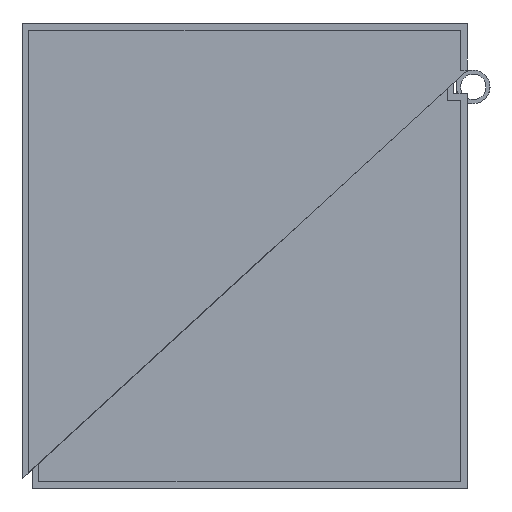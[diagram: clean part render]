
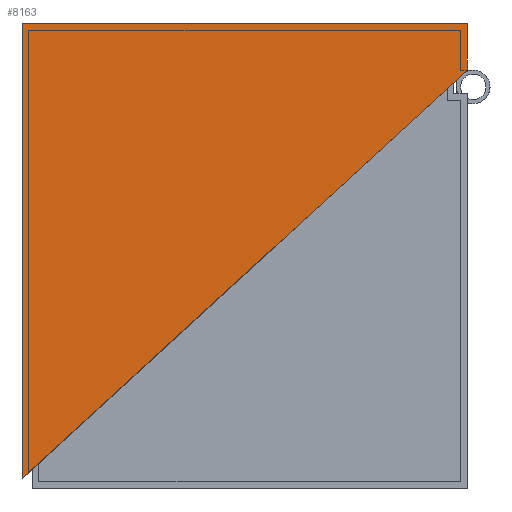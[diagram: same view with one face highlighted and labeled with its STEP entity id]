
A CAD part, left-side view. The second image highlights one B-rep face of the part: STEP entity #8163.
In plain terms, the highlighted planar face has unit normal (-1, 0, 0).
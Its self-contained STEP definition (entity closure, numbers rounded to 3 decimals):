
#38 = LINE ( 'NONE', #10349, #3135 ) ;
#669 = EDGE_LOOP ( 'NONE', ( #11172, #4491, #7688, #6209 ) ) ;
#953 = EDGE_CURVE ( 'NONE', #10614, #6057, #4196, .T. ) ;
#1631 = VERTEX_POINT ( 'NONE', #11079 ) ;
#2540 = CARTESIAN_POINT ( 'NONE',  ( -856.5, 0., 139. ) ) ;
#2752 = VECTOR ( 'NONE', #10996, 1000. ) ;
#2790 = LINE ( 'NONE', #4477, #9277 ) ;
#3020 = CARTESIAN_POINT ( 'NONE',  ( -856.5, 133., 3. ) ) ;
#3135 = VECTOR ( 'NONE', #6489, 1000. ) ;
#3459 = FACE_OUTER_BOUND ( 'NONE', #669, .T. ) ;
#4196 = LINE ( 'NONE', #10052, #2752 ) ;
#4412 = AXIS2_PLACEMENT_3D ( 'NONE', #2540, #6781, #7350 ) ;
#4477 = CARTESIAN_POINT ( 'NONE',  ( -856.5, 133., 139. ) ) ;
#4491 = ORIENTED_EDGE ( 'NONE', *, *, #8812, .F. ) ;
#5135 = PLANE ( 'NONE',  #4412 ) ;
#5548 = CARTESIAN_POINT ( 'NONE',  ( -856.5, 0., 125. ) ) ;
#5772 = CARTESIAN_POINT ( 'NONE',  ( -856.5, 133., 139. ) ) ;
#6009 = CARTESIAN_POINT ( 'NONE',  ( -856.5, 0., 125. ) ) ;
#6057 = VERTEX_POINT ( 'NONE', #5772 ) ;
#6209 = ORIENTED_EDGE ( 'NONE', *, *, #6751, .F. ) ;
#6489 = DIRECTION ( 'NONE',  ( 0., 0.737, -0.676 ) ) ;
#6751 = EDGE_CURVE ( 'NONE', #10888, #10614, #38, .T. ) ;
#6781 = DIRECTION ( 'NONE',  ( 1., 0., 0. ) ) ;
#7350 = DIRECTION ( 'NONE',  ( 0., 0., -1. ) ) ;
#7369 = EDGE_CURVE ( 'NONE', #1631, #10888, #10952, .T. ) ;
#7460 = DIRECTION ( 'NONE',  ( 0., 0., -1. ) ) ;
#7688 = ORIENTED_EDGE ( 'NONE', *, *, #953, .F. ) ;
#8163 = ADVANCED_FACE ( 'NONE', ( #3459 ), #5135, .F. ) ;
#8812 = EDGE_CURVE ( 'NONE', #6057, #1631, #2790, .T. ) ;
#9238 = DIRECTION ( 'NONE',  ( 0., -1., 0. ) ) ;
#9277 = VECTOR ( 'NONE', #9238, 1000. ) ;
#10021 = VECTOR ( 'NONE', #7460, 1000. ) ;
#10052 = CARTESIAN_POINT ( 'NONE',  ( -856.5, 133., 139. ) ) ;
#10349 = CARTESIAN_POINT ( 'NONE',  ( -856.5, 133., 3. ) ) ;
#10614 = VERTEX_POINT ( 'NONE', #3020 ) ;
#10888 = VERTEX_POINT ( 'NONE', #5548 ) ;
#10952 = LINE ( 'NONE', #6009, #10021 ) ;
#10996 = DIRECTION ( 'NONE',  ( 0., 0., 1. ) ) ;
#11079 = CARTESIAN_POINT ( 'NONE',  ( -856.5, 0., 139. ) ) ;
#11172 = ORIENTED_EDGE ( 'NONE', *, *, #7369, .F. ) ;
